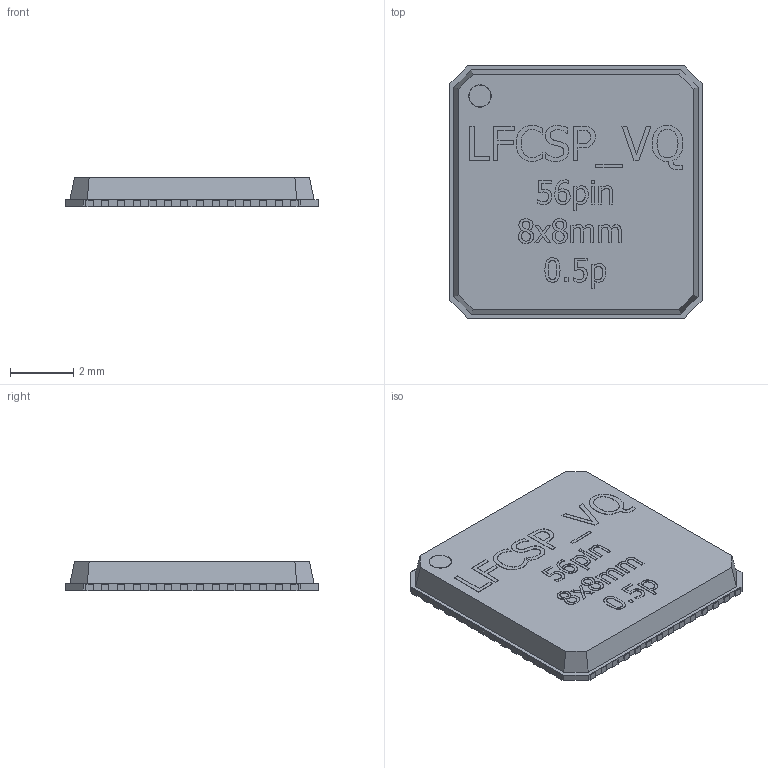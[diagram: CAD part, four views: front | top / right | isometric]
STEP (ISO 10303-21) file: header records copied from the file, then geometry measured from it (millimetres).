
FILE_DESCRIPTION (( 'STEP AP214' ), '1' );
FILE_NAME ('User Library-LFCSP_VQ 56 pin-1.STEP', '2020-04-06T16:48:22', ( '' ), ( '' ), 'SwSTEP 2.0', 'SolidWorks 2019', '' );
FILE_SCHEMA (( 'AUTOMOTIVE_DESIGN' ));
Length unit declared in the file: millimetre
Products named in the file (1): User Library-LFCSP_VQ 56 pin-1
Bounding box: 8.04 x 8.04 x 0.93 mm (x, y, z)
Volume: 53.7 mm3; surface area: 153.1 mm2
Topology: 1 solids, 1 shells, 740 faces, 2106 edges, 1404 vertices
Faces by surface type: plane 470, bspline 200, cylinder 70
Entity records: 29175 total; most frequent: CARTESIAN_POINT 6905, ORIENTED_EDGE 4212, DIRECTION 2934, EDGE_CURVE 2106, VECTOR 1564, LINE 1564, VERTEX_POINT 1404, EDGE_LOOP 776
